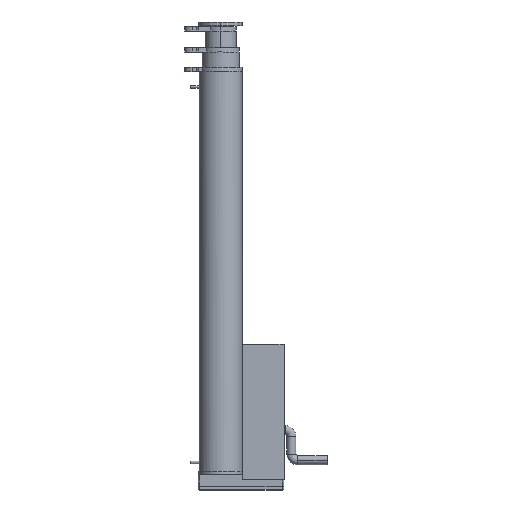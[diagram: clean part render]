
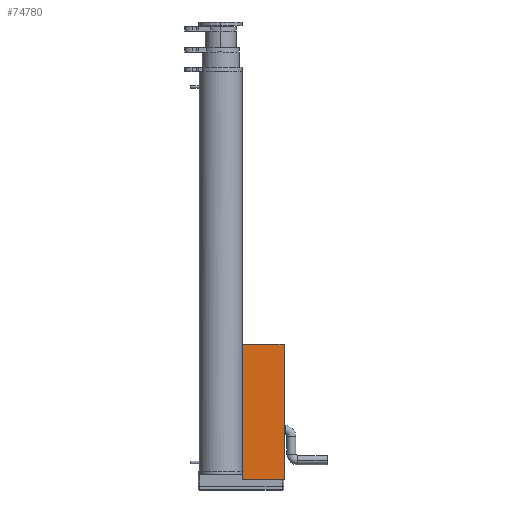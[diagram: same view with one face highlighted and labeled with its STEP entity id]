
A CAD part, top view. The second image highlights one B-rep face of the part: STEP entity #74780.
In plain terms, the highlighted face is planar.
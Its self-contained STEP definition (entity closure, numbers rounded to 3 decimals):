
#7420 = VERTEX_POINT ( 'NONE', #56974 ) ;
#8817 = VERTEX_POINT ( 'NONE', #83741 ) ;
#13220 = LINE ( 'NONE', #29579, #76409 ) ;
#13377 = DIRECTION ( 'NONE',  ( 0., 1., 0. ) ) ;
#14065 = AXIS2_PLACEMENT_3D ( 'NONE', #21018, #13377, #104279 ) ;
#17717 = LINE ( 'NONE', #52502, #61058 ) ;
#18164 = CARTESIAN_POINT ( 'NONE',  ( 69., -76.5, 450. ) ) ;
#21018 = CARTESIAN_POINT ( 'NONE',  ( -69., -76.5, 450. ) ) ;
#22638 = PLANE ( 'NONE',  #14065 ) ;
#29579 = CARTESIAN_POINT ( 'NONE',  ( -69., -76.5, 0. ) ) ;
#29921 = CARTESIAN_POINT ( 'NONE',  ( 69., -76.5, 0. ) ) ;
#33055 = VECTOR ( 'NONE', #106870, 1000. ) ;
#34584 = DIRECTION ( 'NONE',  ( 0., 0., -1. ) ) ;
#38986 = FACE_OUTER_BOUND ( 'NONE', #100981, .T. ) ;
#42795 = EDGE_CURVE ( 'NONE', #45571, #100075, #13220, .T. ) ;
#45571 = VERTEX_POINT ( 'NONE', #88462 ) ;
#48466 = EDGE_CURVE ( 'NONE', #7420, #8817, #107385, .T. ) ;
#51333 = DIRECTION ( 'NONE',  ( 0., 0., -1. ) ) ;
#52502 = CARTESIAN_POINT ( 'NONE',  ( -69., -76.5, 450. ) ) ;
#56974 = CARTESIAN_POINT ( 'NONE',  ( -69., -76.5, 450. ) ) ;
#61058 = VECTOR ( 'NONE', #34584, 1000. ) ;
#72066 = CARTESIAN_POINT ( 'NONE',  ( -69., -76.5, 450. ) ) ;
#74780 = ADVANCED_FACE ( 'NONE', ( #38986 ), #22638, .F. ) ;
#76409 = VECTOR ( 'NONE', #87260, 1000. ) ;
#77064 = EDGE_CURVE ( 'NONE', #7420, #45571, #17717, .T. ) ;
#83741 = CARTESIAN_POINT ( 'NONE',  ( 69., -76.5, 450. ) ) ;
#83986 = ORIENTED_EDGE ( 'NONE', *, *, #90481, .F. ) ;
#87260 = DIRECTION ( 'NONE',  ( 1., 0., 0. ) ) ;
#87768 = ORIENTED_EDGE ( 'NONE', *, *, #77064, .T. ) ;
#87817 = ORIENTED_EDGE ( 'NONE', *, *, #48466, .F. ) ;
#88462 = CARTESIAN_POINT ( 'NONE',  ( -69., -76.5, 0. ) ) ;
#89285 = VECTOR ( 'NONE', #51333, 1000. ) ;
#90481 = EDGE_CURVE ( 'NONE', #8817, #100075, #93250, .T. ) ;
#93250 = LINE ( 'NONE', #18164, #89285 ) ;
#97186 = ORIENTED_EDGE ( 'NONE', *, *, #42795, .T. ) ;
#100075 = VERTEX_POINT ( 'NONE', #29921 ) ;
#100981 = EDGE_LOOP ( 'NONE', ( #97186, #83986, #87817, #87768 ) ) ;
#104279 = DIRECTION ( 'NONE',  ( 0., 0., 1. ) ) ;
#106870 = DIRECTION ( 'NONE',  ( 1., 0., 0. ) ) ;
#107385 = LINE ( 'NONE', #72066, #33055 ) ;
